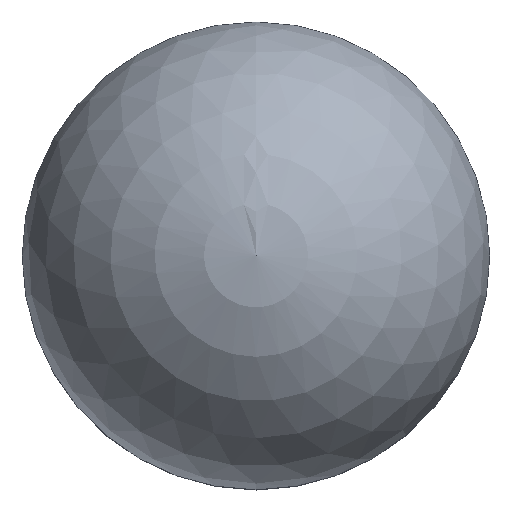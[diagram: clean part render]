
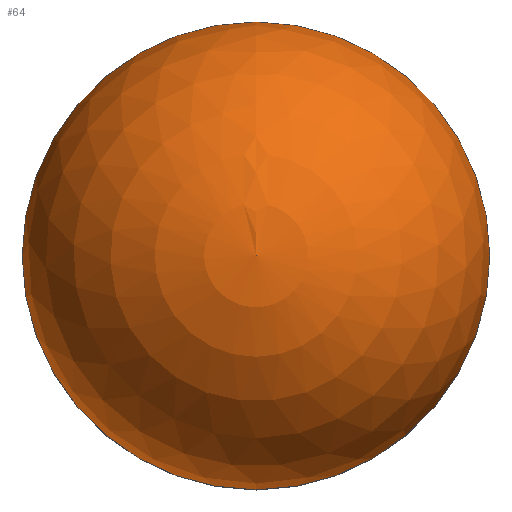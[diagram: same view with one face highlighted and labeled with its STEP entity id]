
A CAD part, top view. The second image highlights one B-rep face of the part: STEP entity #64.
In plain terms, the highlighted spherical face has radius 7.5 mm.
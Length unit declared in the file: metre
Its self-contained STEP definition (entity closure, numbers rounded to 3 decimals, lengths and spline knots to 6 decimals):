
#15=SPHERICAL_SURFACE('',#85,0.0075);
#19=ORIENTED_EDGE('',*,*,#27,.T.);
#27=EDGE_CURVE('',#32,#32,#37,.T.);
#32=VERTEX_POINT('',#120);
#37=CIRCLE('',#83,0.0075);
#44=EDGE_LOOP('',(#19));
#54=FACE_BOUND('',#44,.T.);
#64=ADVANCED_FACE('',(#54),#15,.T.);
#83=AXIS2_PLACEMENT_3D('',#119,#97,#98);
#85=AXIS2_PLACEMENT_3D('',#123,#101,#102);
#97=DIRECTION('',(0.,0.,1.));
#98=DIRECTION('',(0.,-1.,0.));
#101=DIRECTION('',(0.,0.,1.));
#102=DIRECTION('',(0.,1.,0.));
#119=CARTESIAN_POINT('',(0.,0.,-0.0004));
#120=CARTESIAN_POINT('',(0.,-0.0075,-0.0004));
#123=CARTESIAN_POINT('',(0.,0.,-0.0004));
